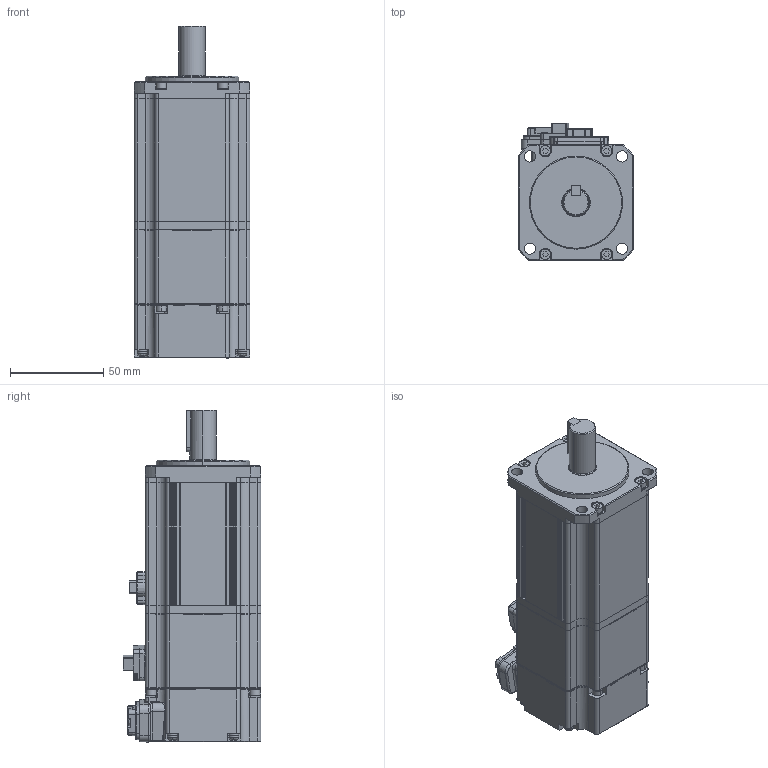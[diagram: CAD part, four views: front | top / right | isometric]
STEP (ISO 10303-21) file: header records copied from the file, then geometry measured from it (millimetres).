
FILE_DESCRIPTION (( 'STEP AP214' ), '1' );
FILE_NAME ('SLM06GA003G03_Out Line(APMC-FBL04AMK2) r1 nc fxt.STEP', '2022-02-16T23:29:26', ( '' ), ( '' ), 'SwSTEP 2.0', 'SolidWorks 2017', '' );
FILE_SCHEMA (( 'AUTOMOTIVE_DESIGN' ));
Length unit declared in the file: inch
Products named in the file (1): SLM06GA003G03_Out Line(APMC-FBL04AMK2) r1 nc fxt
Bounding box: 62 x 73.8 x 178.2 mm (x, y, z)
Volume: 516213.7 mm3; surface area: 103517.4 mm2
Topology: 51 solids, 51 shells, 2101 faces, 5484 edges, 3573 vertices
Faces by surface type: plane 1289, cylinder 602, bspline 116, cone 77, torus 9, sphere 8
Entity records: 69494 total; most frequent: CARTESIAN_POINT 17158, ORIENTED_EDGE 10966, DIRECTION 10304, EDGE_CURVE 5483, VECTOR 3698, LINE 3698, VERTEX_POINT 3573, AXIS2_PLACEMENT_3D 3303
